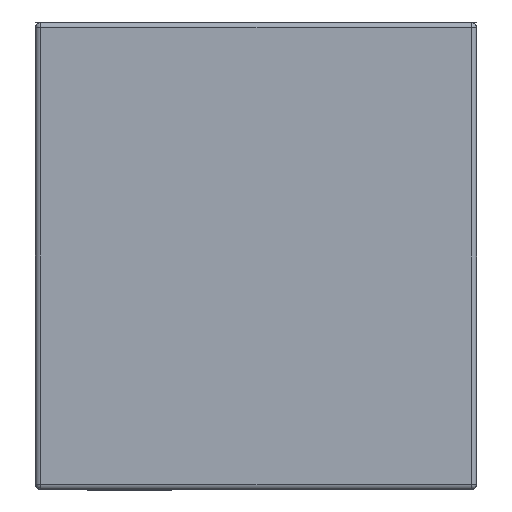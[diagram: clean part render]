
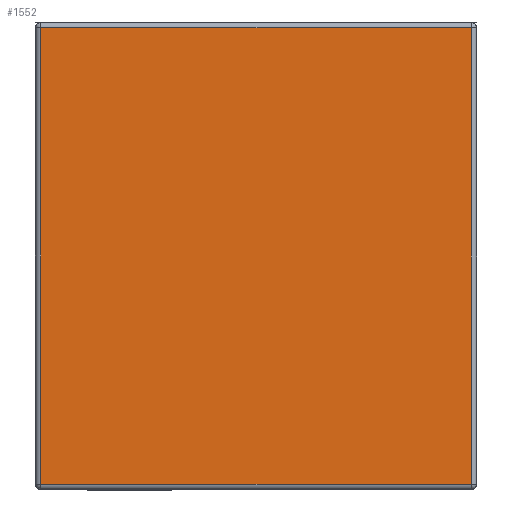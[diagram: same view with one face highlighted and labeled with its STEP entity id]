
A CAD part, left-side view. The second image highlights one B-rep face of the part: STEP entity #1552.
In plain terms, the highlighted planar face has unit normal (-1, 0, 0).
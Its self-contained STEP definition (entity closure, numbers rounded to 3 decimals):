
#68=PLANE('',#1794);
#154=LINE('',#2395,#340);
#159=LINE('',#2417,#345);
#164=LINE('',#2424,#350);
#168=LINE('',#2430,#354);
#340=VECTOR('',#1950,10.);
#345=VECTOR('',#1977,10.);
#350=VECTOR('',#1986,10.);
#354=VECTOR('',#1994,10.);
#554=FACE_OUTER_BOUND('',#656,.T.);
#656=EDGE_LOOP('',(#1191,#1192,#1193,#1194));
#761=VERTEX_POINT('',#2348);
#770=VERTEX_POINT('',#2378);
#774=VERTEX_POINT('',#2390);
#778=VERTEX_POINT('',#2410);
#916=EDGE_CURVE('',#761,#774,#154,.T.);
#927=EDGE_CURVE('',#778,#770,#159,.T.);
#932=EDGE_CURVE('',#774,#778,#164,.T.);
#936=EDGE_CURVE('',#770,#761,#168,.T.);
#1191=ORIENTED_EDGE('',*,*,#927,.F.);
#1192=ORIENTED_EDGE('',*,*,#932,.F.);
#1193=ORIENTED_EDGE('',*,*,#916,.F.);
#1194=ORIENTED_EDGE('',*,*,#936,.F.);
#1552=ADVANCED_FACE('',(#554),#68,.T.);
#1794=AXIS2_PLACEMENT_3D('',#2436,#2005,#2006);
#1950=DIRECTION('',(0.,0.,1.));
#1977=DIRECTION('',(0.,0.,-1.));
#1986=DIRECTION('',(0.,-1.,0.));
#1994=DIRECTION('',(0.,1.,0.));
#2005=DIRECTION('center_axis',(-1.,0.,0.));
#2006=DIRECTION('ref_axis',(0.,-1.,0.));
#2348=CARTESIAN_POINT('',(-0.8,0.415,0.01));
#2378=CARTESIAN_POINT('',(-0.8,-0.415,0.01));
#2390=CARTESIAN_POINT('',(-0.8,0.415,0.89));
#2395=CARTESIAN_POINT('',(-0.8,0.415,0.));
#2410=CARTESIAN_POINT('',(-0.8,-0.415,0.89));
#2417=CARTESIAN_POINT('',(-0.8,-0.415,0.));
#2424=CARTESIAN_POINT('',(-0.8,0.213,0.89));
#2430=CARTESIAN_POINT('',(-0.8,0.213,0.01));
#2436=CARTESIAN_POINT('Origin',(-0.8,0.425,0.));
